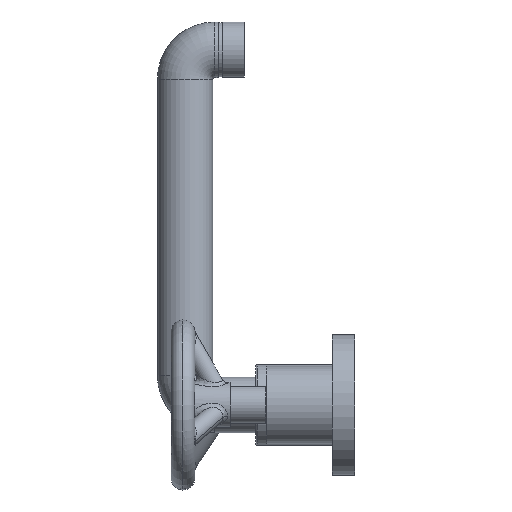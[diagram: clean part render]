
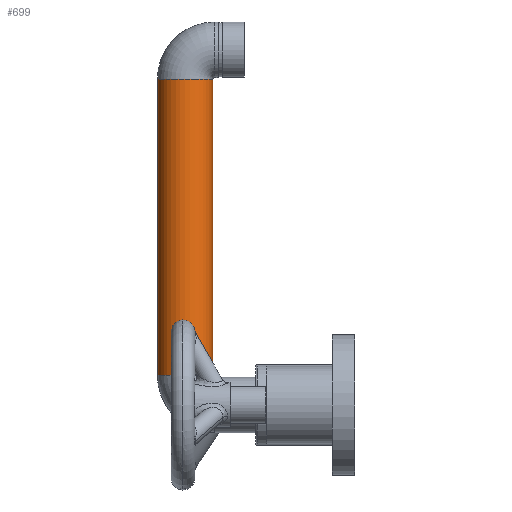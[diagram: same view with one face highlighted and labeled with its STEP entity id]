
A CAD part, left-side view. The second image highlights one B-rep face of the part: STEP entity #699.
In plain terms, the highlighted cylindrical face has radius 11.919 mm (diameter 23.838 mm), a partial arc.
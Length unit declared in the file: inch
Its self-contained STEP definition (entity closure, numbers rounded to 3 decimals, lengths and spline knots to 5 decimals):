
#7=DIRECTION('',(0.,0.,1.));
#8=VECTOR('',#7,5.008);
#9=CARTESIAN_POINT('',(0.,2.39775,0.4995));
#10=LINE('',#9,#8);
#173=CARTESIAN_POINT('',(0.,2.867,0.4995));
#174=DIRECTION('',(0.,0.,1.));
#175=DIRECTION('',(0.,1.,0.));
#176=AXIS2_PLACEMENT_3D('',#173,#174,#175);
#178=DIRECTION('',(0.,0.,1.));
#179=VECTOR('',#178,5.008);
#180=CARTESIAN_POINT('',(0.,3.33625,0.4995));
#181=LINE('',#180,#179);
#182=CARTESIAN_POINT('',(0.,2.867,5.5075));
#183=DIRECTION('',(0.,0.,1.));
#184=DIRECTION('',(0.,1.,0.));
#185=AXIS2_PLACEMENT_3D('',#182,#183,#184);
#368=CARTESIAN_POINT('',(0.,2.39775,0.4995));
#369=CARTESIAN_POINT('',(0.,3.33625,0.4995));
#370=VERTEX_POINT('',#368);
#371=VERTEX_POINT('',#369);
#372=CARTESIAN_POINT('',(0.,2.39775,5.5075));
#373=CARTESIAN_POINT('',(0.,3.33625,5.5075));
#374=VERTEX_POINT('',#372);
#375=VERTEX_POINT('',#373);
#687=CARTESIAN_POINT('',(0.,2.867,0.4995));
#688=DIRECTION('',(0.,0.,1.));
#689=DIRECTION('',(0.,-1.,0.));
#690=AXIS2_PLACEMENT_3D('',#687,#688,#689);
#691=CYLINDRICAL_SURFACE('',#690,0.46925);
#692=ORIENTED_EDGE('',*,*,#681,.F.);
#693=ORIENTED_EDGE('',*,*,#427,.T.);
#695=ORIENTED_EDGE('',*,*,#694,.T.);
#696=ORIENTED_EDGE('',*,*,#423,.F.);
#697=EDGE_LOOP('',(#692,#693,#695,#696));
#698=FACE_OUTER_BOUND('',#697,.F.);
#699=ADVANCED_FACE('',(#698),#691,.T.);
#177=CIRCLE('',#176,0.46925);
#186=CIRCLE('',#185,0.46925);
#423=EDGE_CURVE('',#370,#374,#10,.T.);
#427=EDGE_CURVE('',#371,#375,#181,.T.);
#681=EDGE_CURVE('',#371,#370,#177,.T.);
#694=EDGE_CURVE('',#375,#374,#186,.T.);
